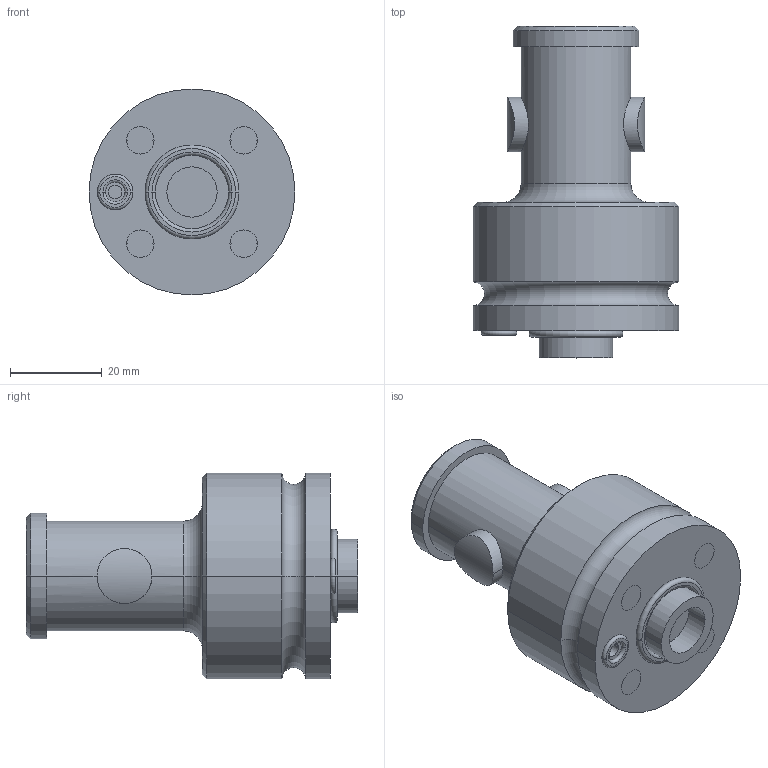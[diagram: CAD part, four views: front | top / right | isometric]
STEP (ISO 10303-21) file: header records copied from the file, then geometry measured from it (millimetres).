
FILE_DESCRIPTION((''),'2;1');
FILE_NAME('ILC15821100','2020-04-27T',('Jweaver'),(''),'PRO/ENGINEER BY PARAMETRIC TECHNOLOGY CORPORATION, 2013320','PRO/ENGINEER BY PARAMETRIC TECHNOLOGY CORPORATION, 2013320','');
FILE_SCHEMA(('AUTOMOTIVE_DESIGN { 1 0 10303 214 1 1 1 1 }'));
Length unit declared in the file: inch
Products named in the file (1): ILC15821100
Bounding box: 45 x 72.5 x 45 mm (x, y, z)
Volume: 61552.3 mm3; surface area: 13560.4 mm2
Topology: 1 solids, 5 shells, 94 faces, 200 edges, 122 vertices
Faces by surface type: cylinder 36, plane 26, cone 20, torus 12
Entity records: 3538 total; most frequent: CARTESIAN_POINT 547, DIRECTION 484, ORIENTED_EDGE 376, PRESENTATION_STYLE_ASSIGNMENT 208, AXIS2_PLACEMENT_3D 205, STYLED_ITEM 197, CURVE_STYLE 192, EDGE_CURVE 192
